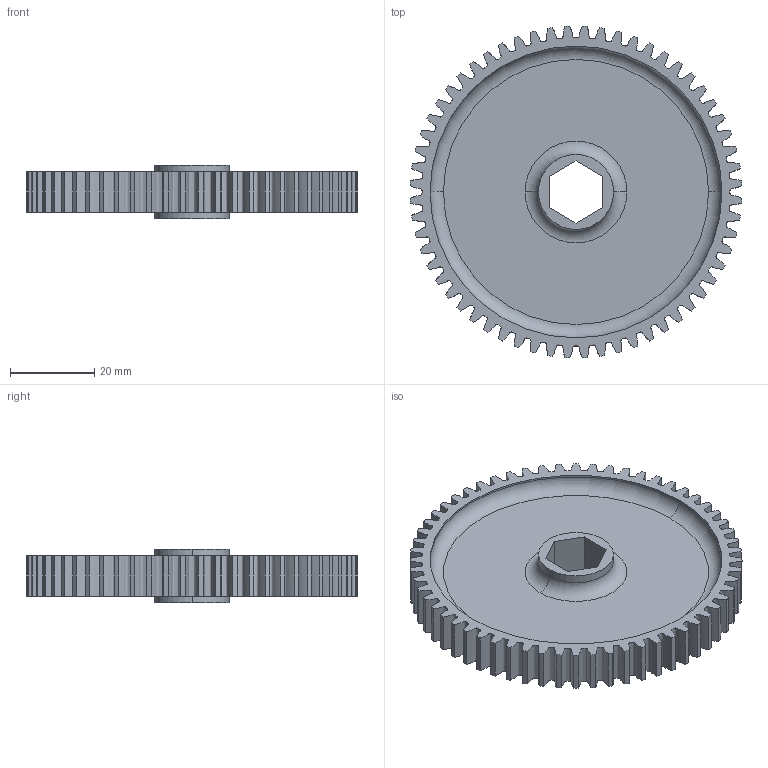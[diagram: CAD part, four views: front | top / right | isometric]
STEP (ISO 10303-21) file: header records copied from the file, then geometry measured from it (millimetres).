
FILE_DESCRIPTION (( 'STEP AP214' ), '1' );
FILE_NAME ('WCP-0121 Rev1.STEP', '2017-01-03T06:28:18', ( '' ), ( '' ), 'SwSTEP 2.0', 'SolidWorks 2016', '' );
FILE_SCHEMA (( 'AUTOMOTIVE_DESIGN' ));
Length unit declared in the file: inch
Products named in the file (1): WCP-0121 Rev1
Bounding box: 78.68 x 78.68 x 12.65 mm (x, y, z)
Volume: 19358.5 mm3; surface area: 15394.3 mm2
Topology: 1 solids, 1 shells, 148 faces, 418 edges, 276 vertices
Faces by surface type: cylinder 68, bspline 60, plane 12, torus 8
Entity records: 23234 total; most frequent: CARTESIAN_POINT 19623, ORIENTED_EDGE 836, DIRECTION 628, EDGE_CURVE 418, VERTEX_POINT 276, AXIS2_PLACEMENT_3D 241, EDGE_LOOP 154, CIRCLE 152
